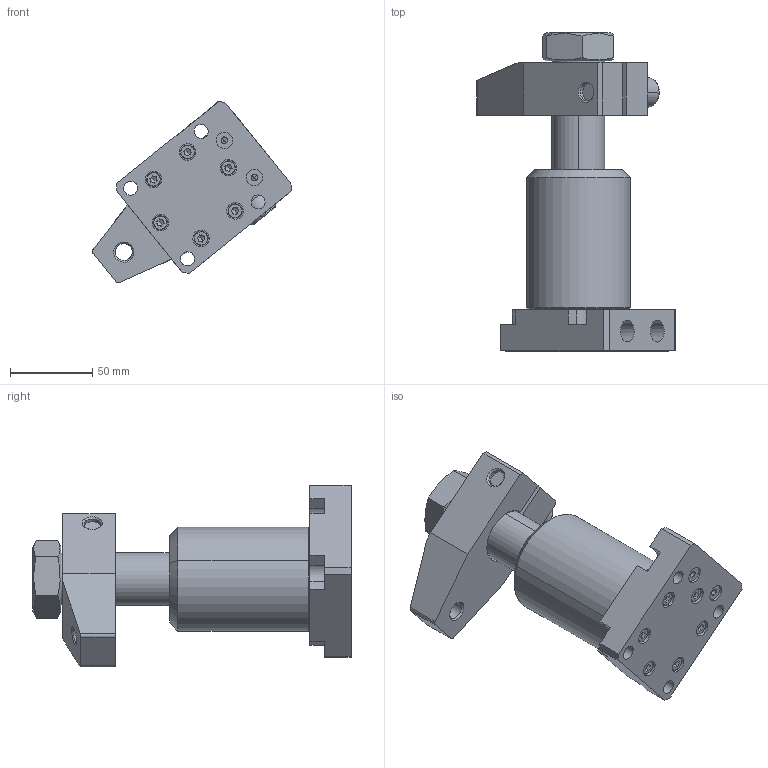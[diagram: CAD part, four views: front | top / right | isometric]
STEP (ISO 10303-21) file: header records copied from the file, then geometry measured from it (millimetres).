
FILE_DESCRIPTION (( 'STEP AP214' ), '1' );
FILE_NAME ('030-202.STEP', '2020-08-07T06:04:29', ( '' ), ( '' ), 'SwSTEP 2.0', 'SolidWorks 2016', '' );
FILE_SCHEMA (( 'AUTOMOTIVE_DESIGN' ));
Length unit declared in the file: millimetre
Products named in the file (8): 030LS-202-02; 030LS-202-01; 030-202; socket head cap screw_iso_ISO 4762 M12 x 45 - 45C; socket head cap screw_iso_ISO 4762 M5 x 25 - 25C; 050RS-202-02; 050RS-202-01; 030LS-202-03
Assembly tree (12 placements, depth 2):
  030-202
    030LS-202-01
    030LS-202-02
    030LS-202-03
    050RS-202-01
    050RS-202-02
    socket head cap screw_iso_ISO 4762 M5 x 25 - 25C  x6
    socket head cap screw_iso_ISO 4762 M12 x 45 - 45C
Bounding box: 120.72 x 193 x 110.28 mm (x, y, z)
Volume: 524515.8 mm3; surface area: 116349.1 mm2
Topology: 12 solids, 12 shells, 483 faces, 1128 edges, 683 vertices
Faces by surface type: plane 180, cylinder 175, cone 65, torus 56, bspline 7
Entity records: 14071 total; most frequent: CARTESIAN_POINT 5433, DIRECTION 1767, ORIENTED_EDGE 1644, EDGE_CURVE 822, AXIS2_PLACEMENT_3D 704, VERTEX_POINT 518, EDGE_LOOP 414, LINE 359
